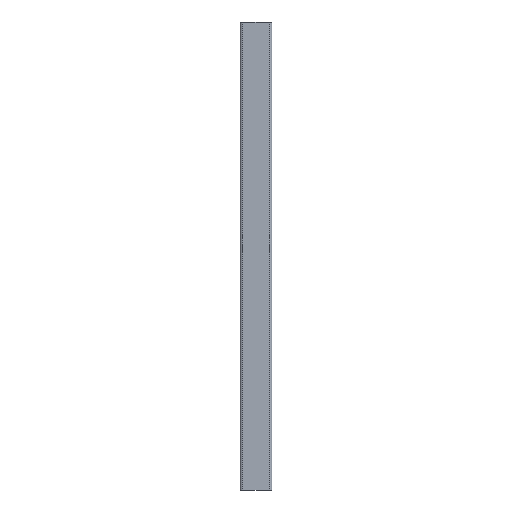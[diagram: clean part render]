
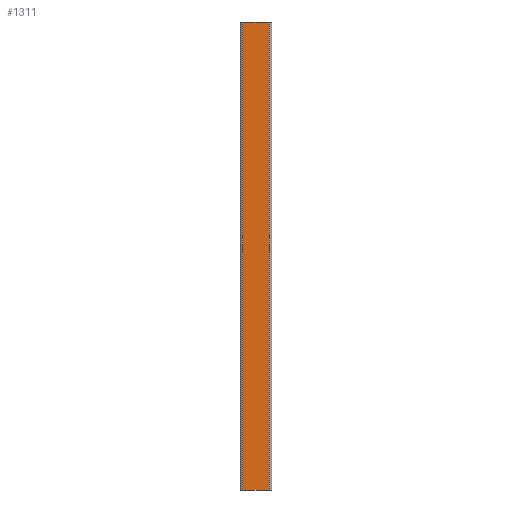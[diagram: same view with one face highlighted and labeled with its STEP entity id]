
A CAD part, left-side view. The second image highlights one B-rep face of the part: STEP entity #1311.
In plain terms, the highlighted planar face has unit normal (-1, 0, 0).
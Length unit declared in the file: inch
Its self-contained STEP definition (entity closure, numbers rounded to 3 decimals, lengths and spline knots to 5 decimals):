
#8 = ORIENTED_EDGE ( 'NONE', *, *, #80, .T. ) ;
#65 = CARTESIAN_POINT ( 'NONE',  ( 0., -0.68114, -24. ) ) ;
#80 = EDGE_CURVE ( 'NONE', #267, #259, #713, .T. ) ;
#168 = LINE ( 'NONE', #938, #394 ) ;
#172 = VECTOR ( 'NONE', #1421, 39.37008 ) ;
#208 = CARTESIAN_POINT ( 'NONE',  ( 0., 0.68114, -24. ) ) ;
#247 = PLANE ( 'NONE',  #1604 ) ;
#249 = ORIENTED_EDGE ( 'NONE', *, *, #819, .T. ) ;
#259 = VERTEX_POINT ( 'NONE', #65 ) ;
#267 = VERTEX_POINT ( 'NONE', #208 ) ;
#299 = VECTOR ( 'NONE', #1211, 39.37008 ) ;
#357 = LINE ( 'NONE', #941, #299 ) ;
#389 = ORIENTED_EDGE ( 'NONE', *, *, #1379, .F. ) ;
#394 = VECTOR ( 'NONE', #1173, 39.37008 ) ;
#408 = DIRECTION ( 'NONE',  ( -1., 0., 0. ) ) ;
#464 = DIRECTION ( 'NONE',  ( 0., -1., 0. ) ) ;
#479 = LINE ( 'NONE', #1427, #172 ) ;
#499 = FACE_OUTER_BOUND ( 'NONE', #1073, .T. ) ;
#513 = VERTEX_POINT ( 'NONE', #1457 ) ;
#552 = CARTESIAN_POINT ( 'NONE',  ( 0., 0.68114, -24. ) ) ;
#692 = DIRECTION ( 'NONE',  ( 0., -1., 0. ) ) ;
#713 = LINE ( 'NONE', #1572, #1148 ) ;
#819 = EDGE_CURVE ( 'NONE', #259, #513, #479, .T. ) ;
#844 = EDGE_CURVE ( 'NONE', #1505, #513, #357, .T. ) ;
#938 = CARTESIAN_POINT ( 'NONE',  ( 0., 0.68114, -24. ) ) ;
#941 = CARTESIAN_POINT ( 'NONE',  ( 0., 0.68114, 0. ) ) ;
#1019 = ORIENTED_EDGE ( 'NONE', *, *, #844, .F. ) ;
#1073 = EDGE_LOOP ( 'NONE', ( #1019, #389, #8, #249 ) ) ;
#1107 = CARTESIAN_POINT ( 'NONE',  ( 0., 0.68114, 0. ) ) ;
#1148 = VECTOR ( 'NONE', #464, 39.37008 ) ;
#1173 = DIRECTION ( 'NONE',  ( 0., 0., 1. ) ) ;
#1211 = DIRECTION ( 'NONE',  ( 0., -1., 0. ) ) ;
#1311 = ADVANCED_FACE ( 'NONE', ( #499 ), #247, .T. ) ;
#1379 = EDGE_CURVE ( 'NONE', #267, #1505, #168, .T. ) ;
#1421 = DIRECTION ( 'NONE',  ( 0., 0., 1. ) ) ;
#1427 = CARTESIAN_POINT ( 'NONE',  ( 0., -0.68114, -24. ) ) ;
#1457 = CARTESIAN_POINT ( 'NONE',  ( 0., -0.68114, 0. ) ) ;
#1505 = VERTEX_POINT ( 'NONE', #1107 ) ;
#1572 = CARTESIAN_POINT ( 'NONE',  ( 0., 0.68114, -24. ) ) ;
#1604 = AXIS2_PLACEMENT_3D ( 'NONE', #552, #408, #692 ) ;
